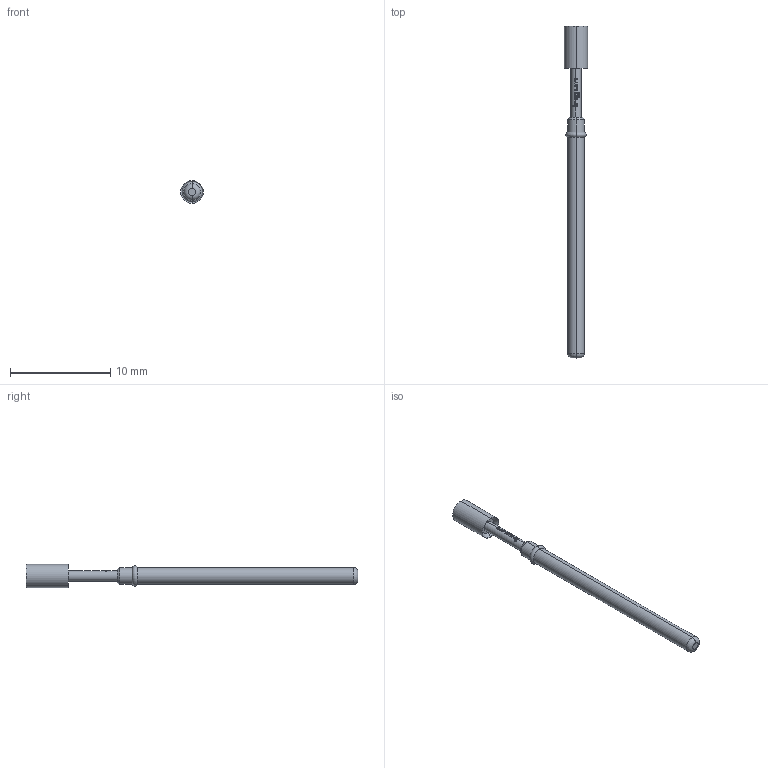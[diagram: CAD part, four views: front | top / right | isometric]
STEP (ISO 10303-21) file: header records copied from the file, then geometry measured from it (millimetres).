
FILE_DESCRIPTION (( 'STEP AP203' ), '1' );
FILE_NAME ('INGUN_GKS-112_003_230_X_xx02_0.STEP', '2018-09-11T07:12:35', ( '' ), ( '' ), 'SwSTEP 2.0', 'SolidWorks 2018', '' );
FILE_SCHEMA (( 'CONFIG_CONTROL_DESIGN' ));
Length unit declared in the file: millimetre
Products named in the file (1): INGUN_GKS-112_003_230_X_xx02_0
Bounding box: 2.3 x 33.1 x 2.3 mm (x, y, z)
Volume: 69 mm3; surface area: 188.5 mm2
Topology: 1 solids, 1 shells, 99 faces, 267 edges, 173 vertices
Faces by surface type: bspline 57, cylinder 20, plane 10, cone 8, torus 4
Entity records: 4224 total; most frequent: CARTESIAN_POINT 2219, ORIENTED_EDGE 530, EDGE_CURVE 265, B_SPLINE_CURVE_WITH_KNOTS 204, DIRECTION 181, VERTEX_POINT 173, EDGE_LOOP 104, ADVANCED_FACE 99
